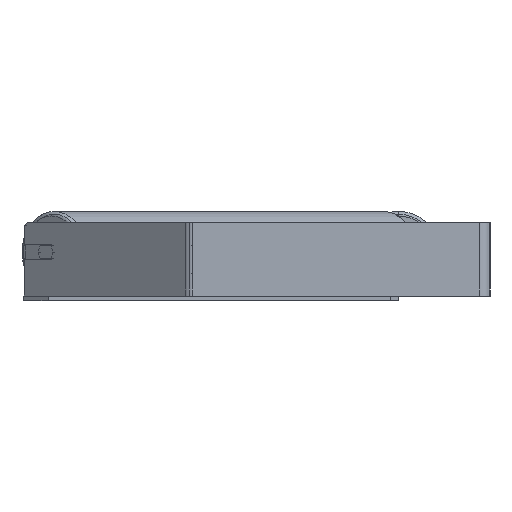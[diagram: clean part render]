
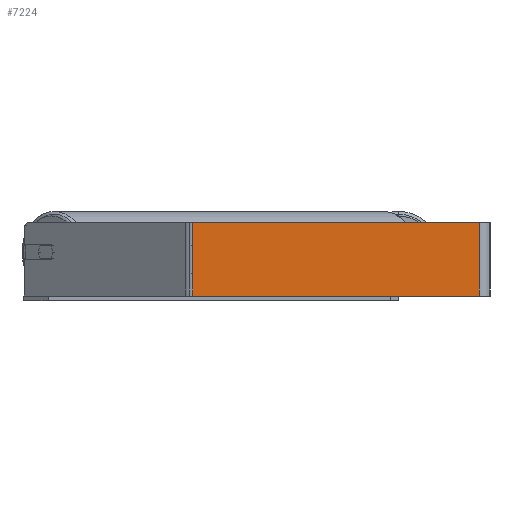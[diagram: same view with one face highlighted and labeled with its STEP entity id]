
A CAD part, left-side view. The second image highlights one B-rep face of the part: STEP entity #7224.
In plain terms, the highlighted planar face has unit normal (-1, 0, 0).
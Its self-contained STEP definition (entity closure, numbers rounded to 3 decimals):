
#318 = ORIENTED_EDGE ( 'NONE', *, *, #5316, .T. ) ;
#353 = DIRECTION ( 'NONE',  ( 0., 0., -1. ) ) ;
#1124 = VERTEX_POINT ( 'NONE', #9014 ) ;
#1265 = CARTESIAN_POINT ( 'NONE',  ( -900., 324.983, -40. ) ) ;
#1638 = VECTOR ( 'NONE', #8275, 1000. ) ;
#1670 = DIRECTION ( 'NONE',  ( 0., 0., -1. ) ) ;
#1760 = LINE ( 'NONE', #3431, #3206 ) ;
#1895 = LINE ( 'NONE', #8372, #1638 ) ;
#1898 = DIRECTION ( 'NONE',  ( 0., -1., 0. ) ) ;
#1959 = EDGE_CURVE ( 'NONE', #1124, #7700, #5244, .T. ) ;
#2143 = EDGE_CURVE ( 'NONE', #1124, #7998, #1895, .T. ) ;
#2326 = DIRECTION ( 'NONE',  ( 0., 0., -1. ) ) ;
#3047 = CARTESIAN_POINT ( 'NONE',  ( -900., 12., 40. ) ) ;
#3206 = VECTOR ( 'NONE', #1898, 1000. ) ;
#3219 = AXIS2_PLACEMENT_3D ( 'NONE', #6650, #4556, #353 ) ;
#3290 = CARTESIAN_POINT ( 'NONE',  ( -900., 12., 40. ) ) ;
#3431 = CARTESIAN_POINT ( 'NONE',  ( -900., 329.351, -40. ) ) ;
#3762 = CARTESIAN_POINT ( 'NONE',  ( -900., 324.983, 40. ) ) ;
#4556 = DIRECTION ( 'NONE',  ( 1., 0., 0. ) ) ;
#4576 = VECTOR ( 'NONE', #2326, 1000. ) ;
#5244 = LINE ( 'NONE', #3762, #8155 ) ;
#5316 = EDGE_CURVE ( 'NONE', #7700, #7622, #1760, .T. ) ;
#5379 = PLANE ( 'NONE',  #3219 ) ;
#5423 = LINE ( 'NONE', #3047, #4576 ) ;
#5453 = ORIENTED_EDGE ( 'NONE', *, *, #2143, .F. ) ;
#6650 = CARTESIAN_POINT ( 'NONE',  ( -900., 329.351, 40. ) ) ;
#6819 = CARTESIAN_POINT ( 'NONE',  ( -900., 12., -40. ) ) ;
#6862 = EDGE_LOOP ( 'NONE', ( #318, #8234, #5453, #7971 ) ) ;
#7224 = ADVANCED_FACE ( 'NONE', ( #9025 ), #5379, .F. ) ;
#7227 = EDGE_CURVE ( 'NONE', #7998, #7622, #5423, .T. ) ;
#7622 = VERTEX_POINT ( 'NONE', #6819 ) ;
#7700 = VERTEX_POINT ( 'NONE', #1265 ) ;
#7971 = ORIENTED_EDGE ( 'NONE', *, *, #1959, .T. ) ;
#7998 = VERTEX_POINT ( 'NONE', #3290 ) ;
#8155 = VECTOR ( 'NONE', #1670, 1000. ) ;
#8234 = ORIENTED_EDGE ( 'NONE', *, *, #7227, .F. ) ;
#8275 = DIRECTION ( 'NONE',  ( 0., -1., 0. ) ) ;
#8372 = CARTESIAN_POINT ( 'NONE',  ( -900., 329.351, 40. ) ) ;
#9014 = CARTESIAN_POINT ( 'NONE',  ( -900., 324.983, 40. ) ) ;
#9025 = FACE_OUTER_BOUND ( 'NONE', #6862, .T. ) ;
